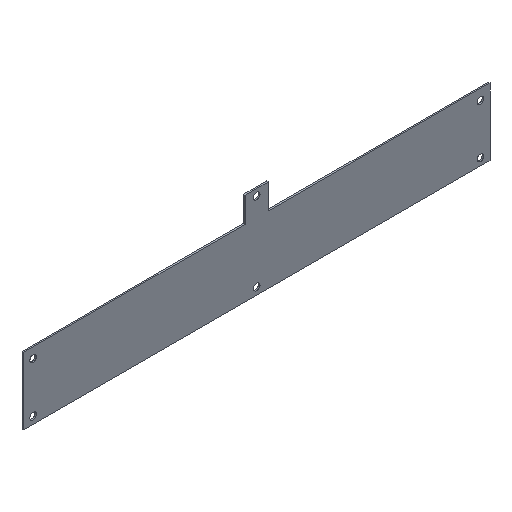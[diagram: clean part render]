
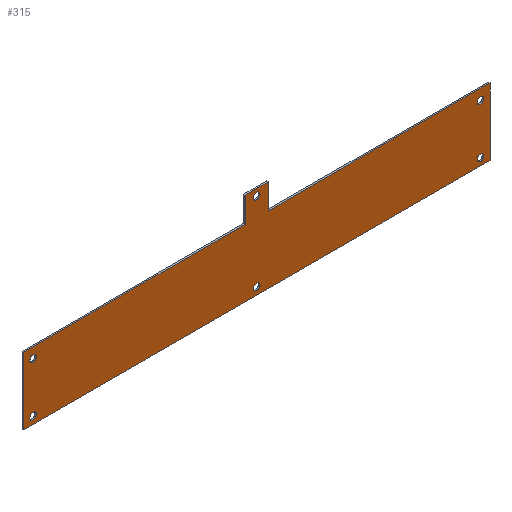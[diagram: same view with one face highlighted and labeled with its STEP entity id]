
A CAD part, isometric view. The second image highlights one B-rep face of the part: STEP entity #315.
In plain terms, the highlighted planar face has unit normal (0, -1, 0).
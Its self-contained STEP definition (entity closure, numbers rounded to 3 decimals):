
#21=FACE_BOUND('',#64,.T.);
#22=FACE_BOUND('',#65,.T.);
#23=FACE_BOUND('',#66,.T.);
#24=FACE_BOUND('',#67,.T.);
#25=FACE_BOUND('',#68,.T.);
#26=FACE_BOUND('',#69,.T.);
#33=CIRCLE('',#346,4.25);
#34=CIRCLE('',#347,4.25);
#35=CIRCLE('',#348,4.25);
#36=CIRCLE('',#349,4.25);
#37=CIRCLE('',#350,4.25);
#38=CIRCLE('',#351,4.25);
#47=FACE_OUTER_BOUND('',#63,.T.);
#63=EDGE_LOOP('',(#227,#228,#229,#230,#231,#232,#233,#234));
#64=EDGE_LOOP('',(#235));
#65=EDGE_LOOP('',(#236));
#66=EDGE_LOOP('',(#237));
#67=EDGE_LOOP('',(#238));
#68=EDGE_LOOP('',(#239));
#69=EDGE_LOOP('',(#240));
#89=LINE('',#463,#119);
#93=LINE('',#471,#123);
#96=LINE('',#477,#126);
#97=LINE('',#479,#127);
#98=LINE('',#481,#128);
#99=LINE('',#483,#129);
#100=LINE('',#485,#130);
#101=LINE('',#486,#131);
#119=VECTOR('',#375,10.);
#123=VECTOR('',#381,10.);
#126=VECTOR('',#386,10.);
#127=VECTOR('',#387,10.);
#128=VECTOR('',#388,10.);
#129=VECTOR('',#389,10.);
#130=VECTOR('',#390,10.);
#131=VECTOR('',#391,10.);
#149=VERTEX_POINT('',#461);
#150=VERTEX_POINT('',#462);
#153=VERTEX_POINT('',#470);
#155=VERTEX_POINT('',#476);
#156=VERTEX_POINT('',#478);
#157=VERTEX_POINT('',#480);
#158=VERTEX_POINT('',#482);
#159=VERTEX_POINT('',#484);
#160=VERTEX_POINT('',#487);
#161=VERTEX_POINT('',#489);
#162=VERTEX_POINT('',#491);
#163=VERTEX_POINT('',#493);
#164=VERTEX_POINT('',#495);
#165=VERTEX_POINT('',#497);
#177=EDGE_CURVE('',#149,#150,#89,.T.);
#181=EDGE_CURVE('',#149,#153,#93,.T.);
#184=EDGE_CURVE('',#155,#150,#96,.T.);
#185=EDGE_CURVE('',#155,#156,#97,.T.);
#186=EDGE_CURVE('',#157,#156,#98,.T.);
#187=EDGE_CURVE('',#158,#157,#99,.T.);
#188=EDGE_CURVE('',#159,#158,#100,.T.);
#189=EDGE_CURVE('',#153,#159,#101,.T.);
#190=EDGE_CURVE('',#160,#160,#33,.T.);
#191=EDGE_CURVE('',#161,#161,#34,.T.);
#192=EDGE_CURVE('',#162,#162,#35,.T.);
#193=EDGE_CURVE('',#163,#163,#36,.T.);
#194=EDGE_CURVE('',#164,#164,#37,.T.);
#195=EDGE_CURVE('',#165,#165,#38,.T.);
#227=ORIENTED_EDGE('',*,*,#177,.T.);
#228=ORIENTED_EDGE('',*,*,#184,.F.);
#229=ORIENTED_EDGE('',*,*,#185,.T.);
#230=ORIENTED_EDGE('',*,*,#186,.F.);
#231=ORIENTED_EDGE('',*,*,#187,.F.);
#232=ORIENTED_EDGE('',*,*,#188,.F.);
#233=ORIENTED_EDGE('',*,*,#189,.F.);
#234=ORIENTED_EDGE('',*,*,#181,.F.);
#235=ORIENTED_EDGE('',*,*,#190,.T.);
#236=ORIENTED_EDGE('',*,*,#191,.T.);
#237=ORIENTED_EDGE('',*,*,#192,.T.);
#238=ORIENTED_EDGE('',*,*,#193,.T.);
#239=ORIENTED_EDGE('',*,*,#194,.T.);
#240=ORIENTED_EDGE('',*,*,#195,.T.);
#305=PLANE('',#345);
#315=ADVANCED_FACE('',(#47,#21,#22,#23,#24,#25,#26),#305,.F.);
#345=AXIS2_PLACEMENT_3D('',#475,#384,#385);
#346=AXIS2_PLACEMENT_3D('',#488,#392,#393);
#347=AXIS2_PLACEMENT_3D('',#490,#394,#395);
#348=AXIS2_PLACEMENT_3D('',#492,#396,#397);
#349=AXIS2_PLACEMENT_3D('',#494,#398,#399);
#350=AXIS2_PLACEMENT_3D('',#496,#400,#401);
#351=AXIS2_PLACEMENT_3D('',#498,#402,#403);
#375=DIRECTION('',(0.,0.,-1.));
#381=DIRECTION('',(1.,0.,0.));
#384=DIRECTION('center_axis',(0.,1.,0.));
#385=DIRECTION('ref_axis',(1.,0.,0.));
#386=DIRECTION('',(-1.,0.,0.));
#387=DIRECTION('',(0.,0.,1.));
#388=DIRECTION('',(1.,0.,0.));
#389=DIRECTION('',(0.,0.,-1.));
#390=DIRECTION('',(1.,0.,0.));
#391=DIRECTION('',(0.,0.,1.));
#392=DIRECTION('center_axis',(0.,1.,0.));
#393=DIRECTION('ref_axis',(1.,0.,0.));
#394=DIRECTION('center_axis',(0.,1.,0.));
#395=DIRECTION('ref_axis',(1.,0.,0.));
#396=DIRECTION('center_axis',(0.,1.,0.));
#397=DIRECTION('ref_axis',(1.,0.,0.));
#398=DIRECTION('center_axis',(0.,1.,0.));
#399=DIRECTION('ref_axis',(1.,0.,0.));
#400=DIRECTION('center_axis',(0.,1.,0.));
#401=DIRECTION('ref_axis',(1.,0.,0.));
#402=DIRECTION('center_axis',(0.,1.,0.));
#403=DIRECTION('ref_axis',(1.,0.,0.));
#461=CARTESIAN_POINT('',(-451.25,0.,27.));
#462=CARTESIAN_POINT('',(-451.25,0.,-61.));
#463=CARTESIAN_POINT('',(-451.25,0.,-30.));
#470=CARTESIAN_POINT('',(-161.25,0.,27.));
#471=CARTESIAN_POINT('',(-187.375,0.,27.));
#475=CARTESIAN_POINT('Origin',(0.,0.,0.));
#476=CARTESIAN_POINT('',(158.75,0.,-61.));
#477=CARTESIAN_POINT('',(82.5,0.,-61.));
#478=CARTESIAN_POINT('',(158.75,0.,27.));
#479=CARTESIAN_POINT('',(158.75,0.,30.));
#480=CARTESIAN_POINT('',(-131.25,0.,27.));
#481=CARTESIAN_POINT('',(71.125,0.,27.));
#482=CARTESIAN_POINT('',(-131.25,0.,60.));
#483=CARTESIAN_POINT('',(-131.25,0.,11.75));
#484=CARTESIAN_POINT('',(-161.25,0.,60.));
#485=CARTESIAN_POINT('',(-82.5,0.,60.));
#486=CARTESIAN_POINT('',(-161.25,0.,30.));
#487=CARTESIAN_POINT('',(-150.5,0.,-51.5));
#488=CARTESIAN_POINT('Origin',(-146.25,0.,-51.5));
#489=CARTESIAN_POINT('',(-443.,0.,-51.5));
#490=CARTESIAN_POINT('Origin',(-438.75,0.,-51.5));
#491=CARTESIAN_POINT('',(142.,0.,-51.5));
#492=CARTESIAN_POINT('Origin',(146.25,0.,-51.5));
#493=CARTESIAN_POINT('',(-150.5,0.,51.5));
#494=CARTESIAN_POINT('Origin',(-146.25,0.,51.5));
#495=CARTESIAN_POINT('',(-443.,0.,13.5));
#496=CARTESIAN_POINT('Origin',(-438.75,0.,13.5));
#497=CARTESIAN_POINT('',(142.,0.,13.5));
#498=CARTESIAN_POINT('Origin',(146.25,0.,13.5));
